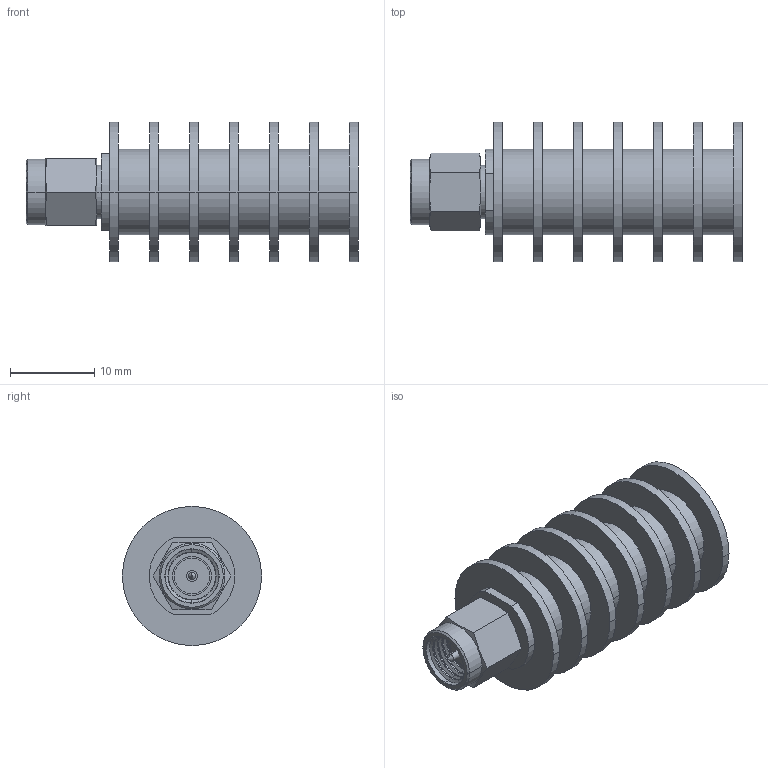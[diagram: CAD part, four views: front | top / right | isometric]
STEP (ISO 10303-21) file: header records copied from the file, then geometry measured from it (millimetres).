
FILE_DESCRIPTION (( 'STEP AP214' ), '1' );
FILE_NAME ('FMTR1136_3D.step', '2023-02-01T19:15:52', ( '' ), ( '' ), 'SwSTEP 2.0', 'SolidWorks 2022', '' );
FILE_SCHEMA (( 'AUTOMOTIVE_DESIGN' ));
Length unit declared in the file: inch
Products named in the file (5): FMTR1136_3D; PE7463-3_default; 1AB01-028_WITHOUT KNURL; 1AB01-028_WITHOUT FERRULE; 1AB01-028-MA1_默认
Assembly tree (4 placements, depth 3):
  FMTR1136_3D
    PE7463-3_default
    1AB01-028_WITHOUT FERRULE
      1AB01-028_WITHOUT KNURL
      1AB01-028-MA1_默认
Bounding box: 39.35 x 16.5 x 16.5 mm (x, y, z)
Volume: 4278.6 mm3; surface area: 4221.8 mm2
Topology: 3 solids, 3 shells, 150 faces, 313 edges, 189 vertices
Faces by surface type: cylinder 65, plane 35, cone 32, torus 18
Entity records: 4267 total; most frequent: DIRECTION 789, CARTESIAN_POINT 758, ORIENTED_EDGE 622, AXIS2_PLACEMENT_3D 340, EDGE_CURVE 311, VERTEX_POINT 189, CIRCLE 182, EDGE_LOOP 176
